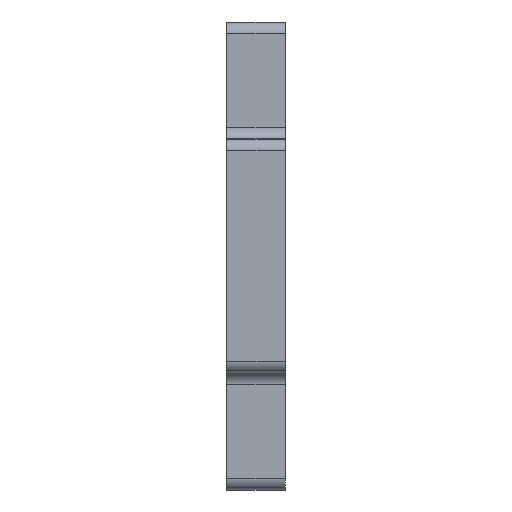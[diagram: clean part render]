
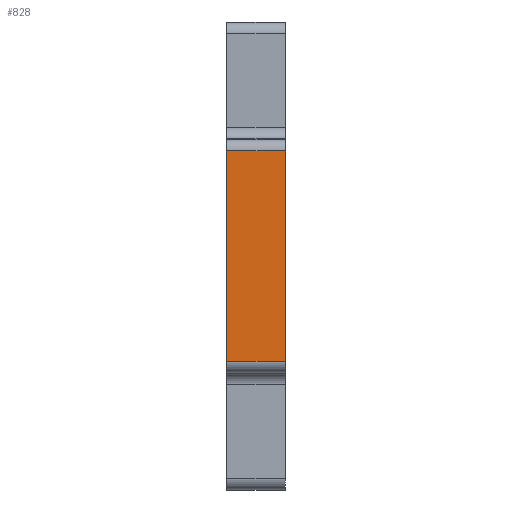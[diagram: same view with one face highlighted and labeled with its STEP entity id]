
A CAD part, left-side view. The second image highlights one B-rep face of the part: STEP entity #828.
In plain terms, the highlighted planar face has unit normal (-1, 0, 0).
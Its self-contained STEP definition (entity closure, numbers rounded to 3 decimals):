
#158=FACE_OUTER_BOUND('',#210,.T.);
#210=EDGE_LOOP('',(#719,#720,#721,#722));
#244=LINE('',#1254,#308);
#284=LINE('',#1410,#348);
#285=LINE('',#1413,#349);
#286=LINE('',#1414,#350);
#308=VECTOR('',#986,10.);
#348=VECTOR('',#1162,10.);
#349=VECTOR('',#1165,10.);
#350=VECTOR('',#1166,10.);
#376=VERTEX_POINT('',#1251);
#377=VERTEX_POINT('',#1253);
#425=VERTEX_POINT('',#1408);
#426=VERTEX_POINT('',#1412);
#456=EDGE_CURVE('',#376,#377,#244,.T.);
#535=EDGE_CURVE('',#425,#376,#284,.T.);
#536=EDGE_CURVE('',#426,#425,#285,.T.);
#537=EDGE_CURVE('',#377,#426,#286,.T.);
#719=ORIENTED_EDGE('',*,*,#535,.F.);
#720=ORIENTED_EDGE('',*,*,#536,.F.);
#721=ORIENTED_EDGE('',*,*,#537,.F.);
#722=ORIENTED_EDGE('',*,*,#456,.F.);
#791=PLANE('',#921);
#828=ADVANCED_FACE('',(#158),#791,.T.);
#921=AXIS2_PLACEMENT_3D('',#1411,#1163,#1164);
#986=DIRECTION('',(0.,0.,-1.));
#1162=DIRECTION('',(0.,-1.,0.));
#1163=DIRECTION('center_axis',(-1.,0.,0.));
#1164=DIRECTION('ref_axis',(0.,0.,1.));
#1165=DIRECTION('',(0.,0.,1.));
#1166=DIRECTION('',(0.,1.,0.));
#1251=CARTESIAN_POINT('',(-366.168,0.,236.017));
#1253=CARTESIAN_POINT('',(-366.168,0.,190.297));
#1254=CARTESIAN_POINT('',(-366.168,0.,238.557));
#1408=CARTESIAN_POINT('',(-366.168,12.7,236.017));
#1410=CARTESIAN_POINT('',(-366.168,0.,236.017));
#1411=CARTESIAN_POINT('Origin',(-366.168,0.,187.757));
#1412=CARTESIAN_POINT('',(-366.168,12.7,190.297));
#1413=CARTESIAN_POINT('',(-366.168,12.7,238.557));
#1414=CARTESIAN_POINT('',(-366.168,0.,190.297));
